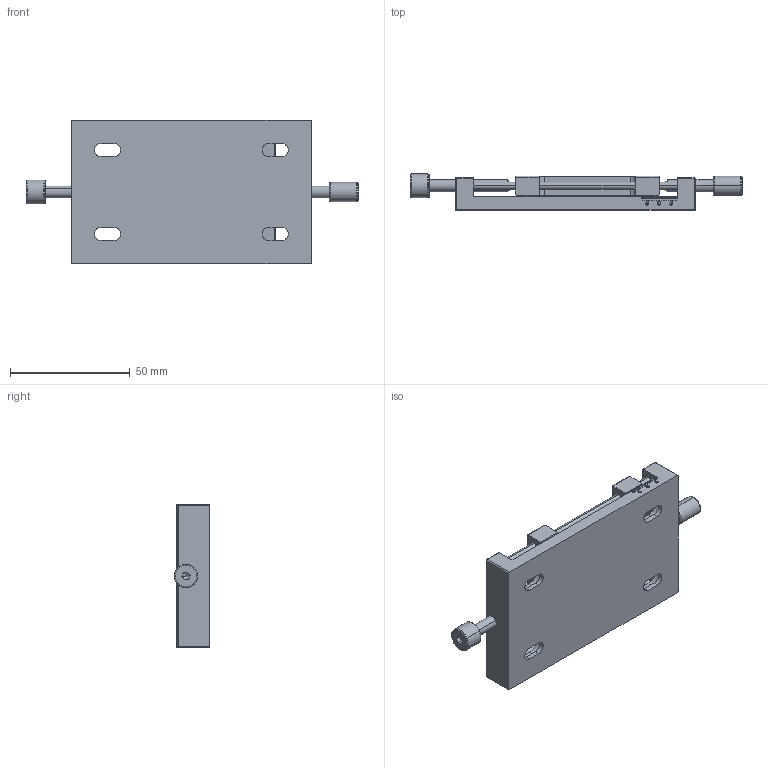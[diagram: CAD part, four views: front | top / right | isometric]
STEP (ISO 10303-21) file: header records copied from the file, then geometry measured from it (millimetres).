
FILE_DESCRIPTION (( 'STEP AP203' ), '1' );
FILE_NAME ('MNG1E-60CL(«¬¿ý).STEP', '2013-10-05T08:16:58', ( '' ), ( '' ), 'SwSTEP 2.0', 'SolidWorks 2013', '' );
FILE_SCHEMA (( 'CONFIG_CONTROL_DESIGN' ));
Length unit declared in the file: millimetre
Products named in the file (3): Group1^MNG1E-60CL(型錄); Group2^MNG1E-60CL(型錄); MNG1E-60CL(型錄)
Assembly tree (2 placements, depth 2):
  MNG1E-60CL(型錄)
    Group1^MNG1E-60CL(型錄)
    Group2^MNG1E-60CL(型錄)
Bounding box: 138.5 x 14.98 x 60 mm (x, y, z)
Volume: 64678.9 mm3; surface area: 28316.3 mm2
Topology: 4 solids, 4 shells, 879 faces, 2403 edges, 1578 vertices
Faces by surface type: plane 628, bspline 145, cylinder 74, cone 16, torus 8, sphere 8
Entity records: 35844 total; most frequent: CARTESIAN_POINT 14086, ORIENTED_EDGE 4782, DIRECTION 3779, EDGE_CURVE 2391, LINE 1901, VECTOR 1901, VERTEX_POINT 1578, EDGE_LOOP 969
